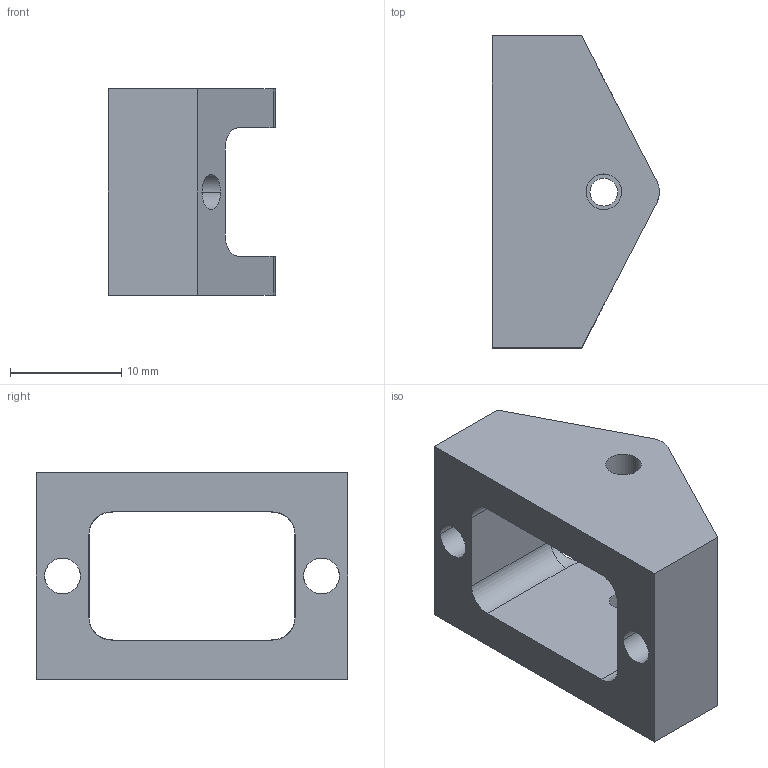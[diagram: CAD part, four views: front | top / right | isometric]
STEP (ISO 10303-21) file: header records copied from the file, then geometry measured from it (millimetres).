
FILE_DESCRIPTION (( 'STEP AP214' ), '1' );
FILE_NAME ('tendeur de courroi parti 2 .STEP', '2021-05-09T16:03:07', ( '' ), ( '' ), 'SwSTEP 2.0', 'SolidWorks 2018', '' );
FILE_SCHEMA (( 'AUTOMOTIVE_DESIGN' ));
Length unit declared in the file: millimetre
Products named in the file (1): tendeur de courroi parti 2 
Bounding box: 15 x 28 x 18.5 mm (x, y, z)
Volume: 3129 mm3; surface area: 2471.4 mm2
Topology: 1 solids, 1 shells, 32 faces, 89 edges, 58 vertices
Faces by surface type: cylinder 17, plane 11, torus 4
Entity records: 1155 total; most frequent: CARTESIAN_POINT 244, DIRECTION 181, ORIENTED_EDGE 178, EDGE_CURVE 89, AXIS2_PLACEMENT_3D 67, VERTEX_POINT 58, VECTOR 47, LINE 47
